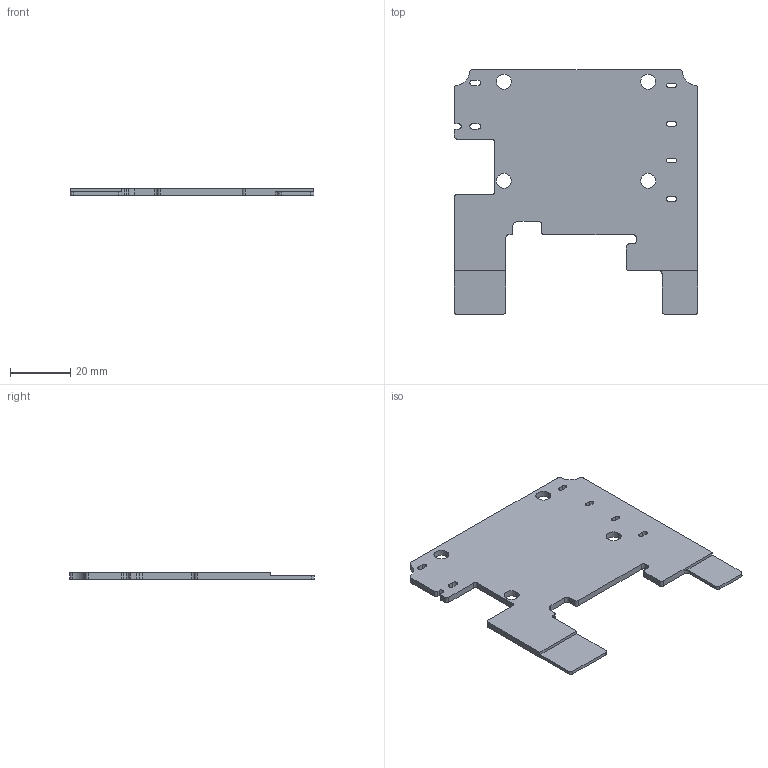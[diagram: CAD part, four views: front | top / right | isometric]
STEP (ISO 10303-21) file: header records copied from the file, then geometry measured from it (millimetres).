
FILE_DESCRIPTION (( 'STEP AP214' ), '1' );
FILE_NAME ('HackberryPi_CM5_Displaysupport.STEP', '2025-05-13T19:41:03', ( '' ), ( '' ), 'SwSTEP 2.0', 'SolidWorks 2021', '' );
FILE_SCHEMA (( 'AUTOMOTIVE_DESIGN' ));
Length unit declared in the file: millimetre
Products named in the file (1): HackberryPi_CM5_Displaysupport
Bounding box: 81.21 x 81.45 x 2.1 mm (x, y, z)
Volume: 9908.5 mm3; surface area: 10887.7 mm2
Topology: 1 solids, 1 shells, 94 faces, 277 edges, 185 vertices
Faces by surface type: cylinder 54, plane 40
Entity records: 3251 total; most frequent: DIRECTION 575, CARTESIAN_POINT 557, ORIENTED_EDGE 554, EDGE_CURVE 277, AXIS2_PLACEMENT_3D 203, VERTEX_POINT 185, VECTOR 169, LINE 169
